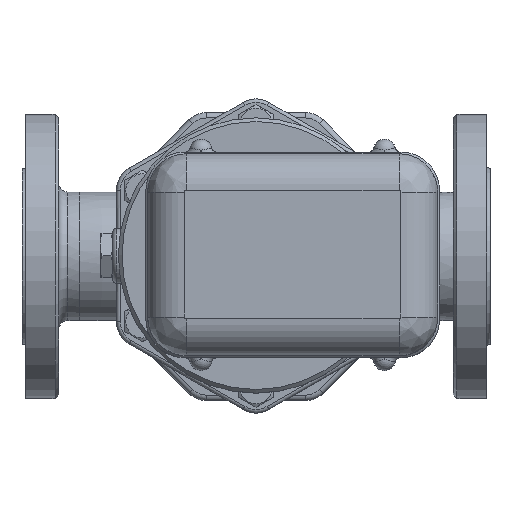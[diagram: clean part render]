
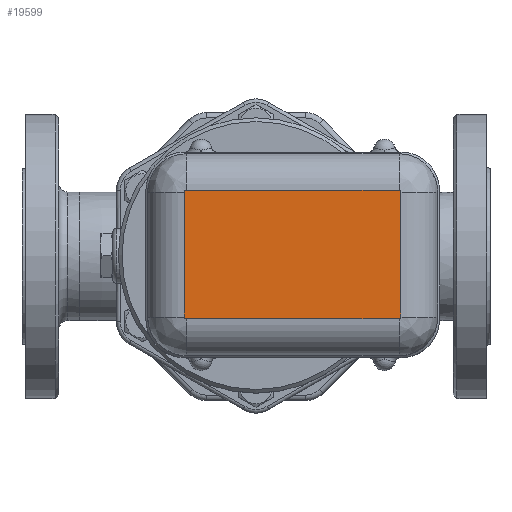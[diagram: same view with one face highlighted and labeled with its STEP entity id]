
A CAD part, top view. The second image highlights one B-rep face of the part: STEP entity #19599.
In plain terms, the highlighted planar face has unit normal (0, 0, 1).
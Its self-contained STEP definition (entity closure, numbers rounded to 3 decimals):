
#389=PLANE('',#21043);
#1533=LINE('',#32007,#2771);
#1535=LINE('',#32043,#2773);
#1538=LINE('',#32050,#2776);
#1540=LINE('',#32081,#2778);
#2771=VECTOR('',#23721,116.);
#2773=VECTOR('',#23741,68.);
#2776=VECTOR('',#23748,68.);
#2778=VECTOR('',#23764,116.);
#4451=FACE_OUTER_BOUND('',#5778,.T.);
#5778=EDGE_LOOP('',(#14272,#14273,#14274,#14275,#14276,#14277,#14278,#14279));
#7773=CIRCLE('',#21019,1.);
#7777=CIRCLE('',#21023,1.);
#7781=CIRCLE('',#21029,1.);
#7785=CIRCLE('',#21033,1.);
#9031=VERTEX_POINT('',#32004);
#9032=VERTEX_POINT('',#32006);
#9035=VERTEX_POINT('',#32021);
#9036=VERTEX_POINT('',#32034);
#9039=VERTEX_POINT('',#32041);
#9040=VERTEX_POINT('',#32046);
#9043=VERTEX_POINT('',#32061);
#9044=VERTEX_POINT('',#32074);
#11065=EDGE_CURVE('',#9031,#9032,#1533,.T.);
#11069=EDGE_CURVE('',#9035,#9031,#7773,.T.);
#11073=EDGE_CURVE('',#9032,#9036,#7777,.T.);
#11075=EDGE_CURVE('',#9039,#9035,#1535,.T.);
#11079=EDGE_CURVE('',#9036,#9040,#1538,.T.);
#11081=EDGE_CURVE('',#9043,#9039,#7781,.T.);
#11085=EDGE_CURVE('',#9040,#9044,#7785,.T.);
#11087=EDGE_CURVE('',#9044,#9043,#1540,.T.);
#14272=ORIENTED_EDGE('',*,*,#11065,.F.);
#14273=ORIENTED_EDGE('',*,*,#11069,.F.);
#14274=ORIENTED_EDGE('',*,*,#11075,.F.);
#14275=ORIENTED_EDGE('',*,*,#11081,.F.);
#14276=ORIENTED_EDGE('',*,*,#11087,.F.);
#14277=ORIENTED_EDGE('',*,*,#11085,.F.);
#14278=ORIENTED_EDGE('',*,*,#11079,.F.);
#14279=ORIENTED_EDGE('',*,*,#11073,.F.);
#19599=ADVANCED_FACE('',(#4451),#389,.T.);
#21019=AXIS2_PLACEMENT_3D('',#32023,#23727,#23728);
#21023=AXIS2_PLACEMENT_3D('',#32038,#23735,#23736);
#21029=AXIS2_PLACEMENT_3D('',#32063,#23751,#23752);
#21033=AXIS2_PLACEMENT_3D('',#32078,#23759,#23760);
#21043=AXIS2_PLACEMENT_3D('',#32144,#23788,#23789);
#23721=DIRECTION('',(-1.,0.,0.));
#23727=DIRECTION('center_axis',(0.,0.,-1.));
#23728=DIRECTION('ref_axis',(0.707,-0.707,0.));
#23735=DIRECTION('center_axis',(0.,0.,-1.));
#23736=DIRECTION('ref_axis',(-0.707,-0.707,0.));
#23741=DIRECTION('',(0.,-1.,0.));
#23748=DIRECTION('',(0.,1.,0.));
#23751=DIRECTION('center_axis',(0.,0.,-1.));
#23752=DIRECTION('ref_axis',(0.707,0.707,0.));
#23759=DIRECTION('center_axis',(0.,0.,-1.));
#23760=DIRECTION('ref_axis',(-0.707,0.707,0.));
#23764=DIRECTION('',(1.,0.,0.));
#23788=DIRECTION('center_axis',(0.,0.,1.));
#23789=DIRECTION('ref_axis',(1.,0.,0.));
#32004=CARTESIAN_POINT('',(78.,-35.,617.));
#32006=CARTESIAN_POINT('',(-38.,-35.,617.));
#32007=CARTESIAN_POINT('',(59.5,-35.,617.));
#32021=CARTESIAN_POINT('',(79.,-34.,617.));
#32023=CARTESIAN_POINT('Origin',(78.,-34.,617.));
#32034=CARTESIAN_POINT('',(-39.,-34.,617.));
#32038=CARTESIAN_POINT('Origin',(-38.,-34.,617.));
#32041=CARTESIAN_POINT('',(79.,34.,617.));
#32043=CARTESIAN_POINT('',(79.,27.5,617.));
#32046=CARTESIAN_POINT('',(-39.,34.,617.));
#32050=CARTESIAN_POINT('',(-39.,-27.5,617.));
#32061=CARTESIAN_POINT('',(78.,35.,617.));
#32063=CARTESIAN_POINT('Origin',(78.,34.,617.));
#32074=CARTESIAN_POINT('',(-38.,35.,617.));
#32078=CARTESIAN_POINT('Origin',(-38.,34.,617.));
#32081=CARTESIAN_POINT('',(-19.5,35.,617.));
#32144=CARTESIAN_POINT('Origin',(20.,0.,617.));
